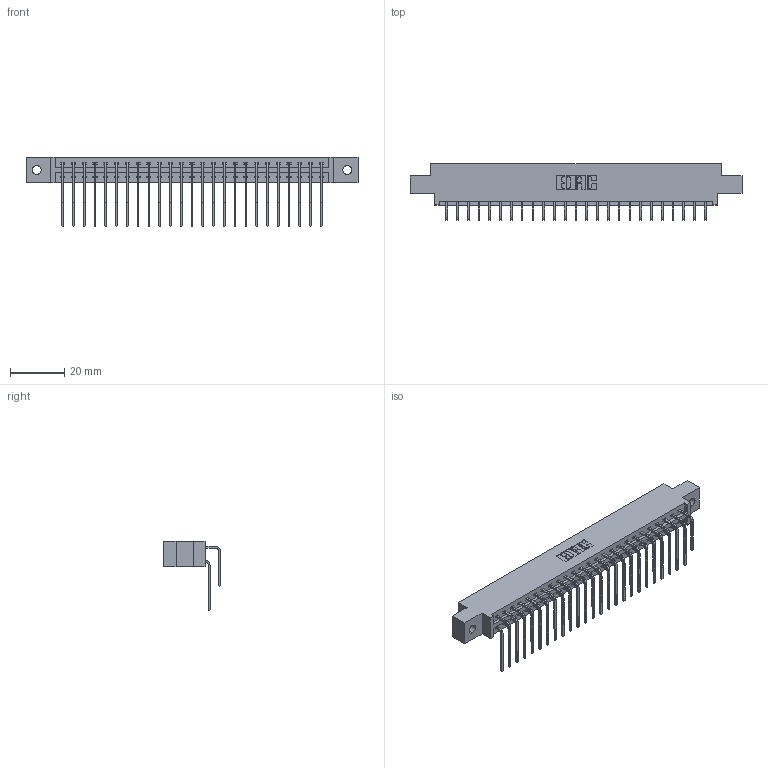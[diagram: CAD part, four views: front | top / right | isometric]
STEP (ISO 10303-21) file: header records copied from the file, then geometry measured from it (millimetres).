
FILE_DESCRIPTION (( 'STEP AP203' ), '1' );
FILE_NAME ('337-050-559-802.STEP', '2019-10-11T17:51:31', ( '' ), ( '' ), 'SwSTEP 2.0', 'SolidWorks 2016', '' );
FILE_SCHEMA (( 'CONFIG_CONTROL_DESIGN' ));
Length unit declared in the file: inch
Products named in the file (4): 345-292-001_559 Tail - 2; 337-050-559-802; 345-292-001_558 559 Tail - 1; 337 Part_0.170 Offset - 0.128 Dia
Assembly tree (51 placements, depth 2):
  337-050-559-802
    337 Part_0.170 Offset - 0.128 Dia
    345-292-001_558 559 Tail - 1  x25
    345-292-001_559 Tail - 2  x25
Bounding box: 122.07 x 20.9 x 25.53 mm (x, y, z)
Volume: 12772.9 mm3; surface area: 15558.1 mm2
Topology: 51 solids, 51 shells, 2918 faces, 8673 edges, 5714 vertices
Faces by surface type: plane 2074, cylinder 844
Entity records: 23501 total; most frequent: CARTESIAN_POINT 4021, ORIENTED_EDGE 3906, DIRECTION 3433, EDGE_CURVE 1953, LINE 1785, VECTOR 1785, VERTEX_POINT 1298, AXIS2_PLACEMENT_3D 824
